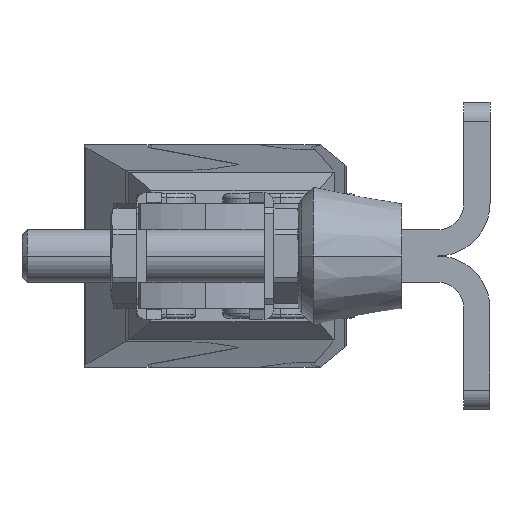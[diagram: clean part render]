
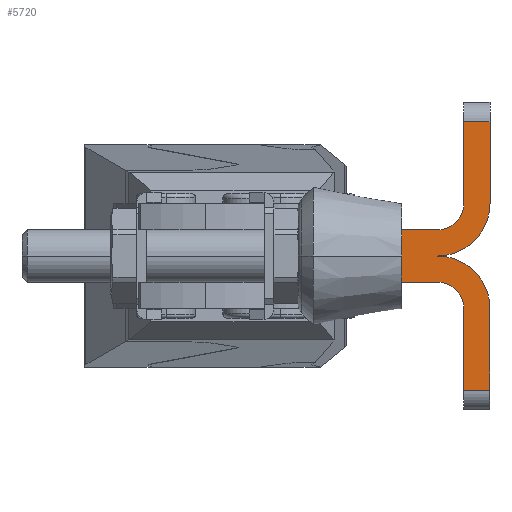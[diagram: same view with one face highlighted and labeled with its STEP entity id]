
A CAD part, left-side view. The second image highlights one B-rep face of the part: STEP entity #5720.
In plain terms, the highlighted planar face has unit normal (-1, 0, 0).
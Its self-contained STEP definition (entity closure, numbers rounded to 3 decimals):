
#25 = CARTESIAN_POINT ( 'NONE',  ( 0., 0., -20.5 ) ) ;
#42 = CARTESIAN_POINT ( 'NONE',  ( 0., 8., 8. ) ) ;
#65 = CARTESIAN_POINT ( 'NONE',  ( 0., 32., -4. ) ) ;
#100 = CARTESIAN_POINT ( 'NONE',  ( 0., 0., 20.5 ) ) ;
#145 = DIRECTION ( 'NONE',  ( 0., -1., 0. ) ) ;
#567 = DIRECTION ( 'NONE',  ( 0., 0., 1. ) ) ;
#688 = LINE ( 'NONE', #2857, #5185 ) ;
#692 = CARTESIAN_POINT ( 'NONE',  ( 0., 0., 8. ) ) ;
#799 = VERTEX_POINT ( 'NONE', #65 ) ;
#998 = AXIS2_PLACEMENT_3D ( 'NONE', #9651, #3459, #1556 ) ;
#1030 = EDGE_CURVE ( 'NONE', #5905, #5686, #10035, .T. ) ;
#1124 = CARTESIAN_POINT ( 'NONE',  ( 0., 8., -4. ) ) ;
#1131 = CIRCLE ( 'NONE', #4748, 8. ) ;
#1177 = EDGE_CURVE ( 'NONE', #5686, #4505, #5876, .T. ) ;
#1295 = CARTESIAN_POINT ( 'NONE',  ( 0., 4., -8. ) ) ;
#1556 = DIRECTION ( 'NONE',  ( 0., 0., -1. ) ) ;
#1784 = CARTESIAN_POINT ( 'NONE',  ( 0., 8., -8. ) ) ;
#1878 = DIRECTION ( 'NONE',  ( 0., 1., 0. ) ) ;
#2084 = ORIENTED_EDGE ( 'NONE', *, *, #9832, .F. ) ;
#2170 = EDGE_CURVE ( 'NONE', #4356, #799, #7778, .T. ) ;
#2199 = CARTESIAN_POINT ( 'NONE',  ( 0., 32., 4. ) ) ;
#2232 = DIRECTION ( 'NONE',  ( 0., 0., 1. ) ) ;
#2252 = CARTESIAN_POINT ( 'NONE',  ( 0., 0., -8. ) ) ;
#2384 = VERTEX_POINT ( 'NONE', #2199 ) ;
#2388 = VERTEX_POINT ( 'NONE', #10997 ) ;
#2511 = VERTEX_POINT ( 'NONE', #2252 ) ;
#2765 = ORIENTED_EDGE ( 'NONE', *, *, #1177, .F. ) ;
#2857 = CARTESIAN_POINT ( 'NONE',  ( 0., 0., 28.2 ) ) ;
#3017 = CARTESIAN_POINT ( 'NONE',  ( 0., 8., 8. ) ) ;
#3245 = ORIENTED_EDGE ( 'NONE', *, *, #9756, .F. ) ;
#3267 = LINE ( 'NONE', #5353, #6767 ) ;
#3421 = DIRECTION ( 'NONE',  ( 0., 0., -1. ) ) ;
#3459 = DIRECTION ( 'NONE',  ( 1., 0., 0. ) ) ;
#3808 = VECTOR ( 'NONE', #2232, 1000. ) ;
#3833 = EDGE_CURVE ( 'NONE', #4948, #2388, #1131, .T. ) ;
#4100 = LINE ( 'NONE', #8732, #4268 ) ;
#4199 = ORIENTED_EDGE ( 'NONE', *, *, #1030, .F. ) ;
#4268 = VECTOR ( 'NONE', #567, 1000. ) ;
#4315 = DIRECTION ( 'NONE',  ( 0., 1., 0. ) ) ;
#4356 = VERTEX_POINT ( 'NONE', #1124 ) ;
#4364 = CARTESIAN_POINT ( 'NONE',  ( 0., 8., -4. ) ) ;
#4385 = VECTOR ( 'NONE', #1878, 1000. ) ;
#4505 = VERTEX_POINT ( 'NONE', #1295 ) ;
#4514 = EDGE_CURVE ( 'NONE', #10957, #4907, #3267, .T. ) ;
#4748 = AXIS2_PLACEMENT_3D ( 'NONE', #3017, #11041, #8623 ) ;
#4863 = ORIENTED_EDGE ( 'NONE', *, *, #7417, .T. ) ;
#4907 = VERTEX_POINT ( 'NONE', #11585 ) ;
#4948 = VERTEX_POINT ( 'NONE', #692 ) ;
#5082 = EDGE_CURVE ( 'NONE', #2388, #2511, #6211, .T. ) ;
#5185 = VECTOR ( 'NONE', #3421, 1000. ) ;
#5296 = DIRECTION ( 'NONE',  ( 0., 1., 0. ) ) ;
#5353 = CARTESIAN_POINT ( 'NONE',  ( 0., 26., 20.5 ) ) ;
#5612 = LINE ( 'NONE', #11061, #10528 ) ;
#5652 = ORIENTED_EDGE ( 'NONE', *, *, #3833, .F. ) ;
#5686 = VERTEX_POINT ( 'NONE', #11045 ) ;
#5720 = ADVANCED_FACE ( 'NONE', ( #8219 ), #10936, .F. ) ;
#5726 = VECTOR ( 'NONE', #4315, 1000. ) ;
#5831 = ORIENTED_EDGE ( 'NONE', *, *, #7383, .F. ) ;
#5876 = LINE ( 'NONE', #7740, #3808 ) ;
#5905 = VERTEX_POINT ( 'NONE', #25 ) ;
#6043 = CARTESIAN_POINT ( 'NONE',  ( 0., 4., 8. ) ) ;
#6211 = CIRCLE ( 'NONE', #10756, 8. ) ;
#6288 = EDGE_CURVE ( 'NONE', #8799, #4907, #5612, .T. ) ;
#6462 = CARTESIAN_POINT ( 'NONE',  ( 0., 46., 4. ) ) ;
#6477 = VERTEX_POINT ( 'NONE', #8528 ) ;
#6529 = ORIENTED_EDGE ( 'NONE', *, *, #4514, .T. ) ;
#6622 = DIRECTION ( 'NONE',  ( 0., 0., 1. ) ) ;
#6767 = VECTOR ( 'NONE', #5296, 1000. ) ;
#6782 = LINE ( 'NONE', #11280, #6941 ) ;
#6941 = VECTOR ( 'NONE', #10387, 1000. ) ;
#7102 = ORIENTED_EDGE ( 'NONE', *, *, #11557, .T. ) ;
#7198 = CARTESIAN_POINT ( 'NONE',  ( 0., 8., -8. ) ) ;
#7365 = AXIS2_PLACEMENT_3D ( 'NONE', #42, #9156, #8388 ) ;
#7383 = EDGE_CURVE ( 'NONE', #10957, #4948, #688, .T. ) ;
#7417 = EDGE_CURVE ( 'NONE', #4356, #4505, #11658, .T. ) ;
#7422 = DIRECTION ( 'NONE',  ( 1., 0., 0. ) ) ;
#7740 = CARTESIAN_POINT ( 'NONE',  ( 0., 4., -28.2 ) ) ;
#7778 = LINE ( 'NONE', #4364, #5726 ) ;
#7860 = ORIENTED_EDGE ( 'NONE', *, *, #5082, .F. ) ;
#8043 = CARTESIAN_POINT ( 'NONE',  ( 0., 26., -20.5 ) ) ;
#8219 = FACE_OUTER_BOUND ( 'NONE', #8589, .T. ) ;
#8388 = DIRECTION ( 'NONE',  ( 0., 1., 0. ) ) ;
#8410 = ORIENTED_EDGE ( 'NONE', *, *, #6288, .F. ) ;
#8528 = CARTESIAN_POINT ( 'NONE',  ( 0., 8., 4. ) ) ;
#8589 = EDGE_LOOP ( 'NONE', ( #2084, #9947, #4863, #2765, #4199, #3245, #7860, #5652, #5831, #6529, #8410, #7102, #10713 ) ) ;
#8623 = DIRECTION ( 'NONE',  ( 0., 0., -1. ) ) ;
#8732 = CARTESIAN_POINT ( 'NONE',  ( 0., 32., 5. ) ) ;
#8740 = EDGE_CURVE ( 'NONE', #2384, #6477, #9134, .T. ) ;
#8799 = VERTEX_POINT ( 'NONE', #6043 ) ;
#8833 = VECTOR ( 'NONE', #145, 1000. ) ;
#9134 = LINE ( 'NONE', #6462, #8833 ) ;
#9156 = DIRECTION ( 'NONE',  ( 1., 0., 0. ) ) ;
#9361 = CIRCLE ( 'NONE', #998, 4. ) ;
#9651 = CARTESIAN_POINT ( 'NONE',  ( 0., 8., 8. ) ) ;
#9756 = EDGE_CURVE ( 'NONE', #2511, #5905, #6782, .T. ) ;
#9832 = EDGE_CURVE ( 'NONE', #799, #2384, #4100, .T. ) ;
#9906 = DIRECTION ( 'NONE',  ( 0., 0., -1. ) ) ;
#9947 = ORIENTED_EDGE ( 'NONE', *, *, #2170, .F. ) ;
#10035 = LINE ( 'NONE', #8043, #4385 ) ;
#10387 = DIRECTION ( 'NONE',  ( 0., 0., -1. ) ) ;
#10528 = VECTOR ( 'NONE', #6622, 1000. ) ;
#10672 = DIRECTION ( 'NONE',  ( 1., 0., 0. ) ) ;
#10713 = ORIENTED_EDGE ( 'NONE', *, *, #8740, .F. ) ;
#10756 = AXIS2_PLACEMENT_3D ( 'NONE', #7198, #7422, #9906 ) ;
#10875 = AXIS2_PLACEMENT_3D ( 'NONE', #1784, #10672, #10888 ) ;
#10888 = DIRECTION ( 'NONE',  ( 0., 0., -1. ) ) ;
#10936 = PLANE ( 'NONE',  #7365 ) ;
#10957 = VERTEX_POINT ( 'NONE', #100 ) ;
#10997 = CARTESIAN_POINT ( 'NONE',  ( 0., 8., 0. ) ) ;
#11041 = DIRECTION ( 'NONE',  ( 1., 0., 0. ) ) ;
#11045 = CARTESIAN_POINT ( 'NONE',  ( 0., 4., -20.5 ) ) ;
#11061 = CARTESIAN_POINT ( 'NONE',  ( 0., 4., 8. ) ) ;
#11280 = CARTESIAN_POINT ( 'NONE',  ( 0., 0., -8. ) ) ;
#11557 = EDGE_CURVE ( 'NONE', #8799, #6477, #9361, .T. ) ;
#11585 = CARTESIAN_POINT ( 'NONE',  ( 0., 4., 20.5 ) ) ;
#11658 = CIRCLE ( 'NONE', #10875, 4. ) ;
